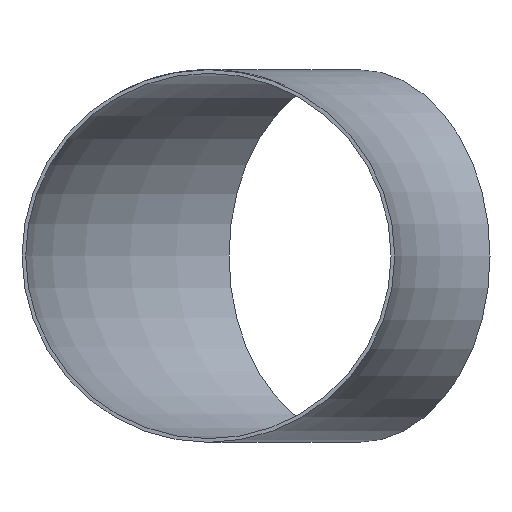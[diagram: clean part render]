
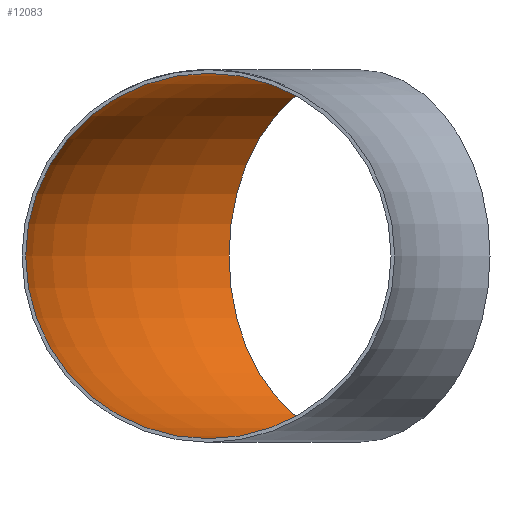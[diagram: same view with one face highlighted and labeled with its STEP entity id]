
A CAD part, front view. The second image highlights one B-rep face of the part: STEP entity #12083.
In plain terms, the highlighted toroidal (fillet/blend) face has major radius 350 mm and minor radius 125 mm.
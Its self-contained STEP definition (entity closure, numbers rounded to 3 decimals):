
#639 = VERTEX_POINT ( 'NONE', #14154 ) ;
#716 = AXIS2_PLACEMENT_3D ( 'NONE', #19329, #9850, #3552 ) ;
#797 = CARTESIAN_POINT ( 'NONE',  ( -247.487, 247.487, 0. ) ) ;
#2171 = FACE_OUTER_BOUND ( 'NONE', #18192, .T. ) ;
#3552 = DIRECTION ( 'NONE',  ( -1., 0., 0. ) ) ;
#3625 = EDGE_CURVE ( 'NONE', #23867, #23867, #8931, .T. ) ;
#5149 = EDGE_LOOP ( 'NONE', ( #12081 ) ) ;
#5214 = EDGE_CURVE ( 'NONE', #639, #639, #9597, .T. ) ;
#5311 = AXIS2_PLACEMENT_3D ( 'NONE', #22194, #18021, #24074 ) ;
#6842 = DIRECTION ( 'NONE',  ( -0.707, 0.707, 0. ) ) ;
#8931 = CIRCLE ( 'NONE', #5311, 125. ) ;
#9597 = CIRCLE ( 'NONE', #21705, 125. ) ;
#9850 = DIRECTION ( 'NONE',  ( 0., 0., -1. ) ) ;
#10238 = CARTESIAN_POINT ( 'NONE',  ( -350., 0., 125. ) ) ;
#10258 = DIRECTION ( 'NONE',  ( 0.707, 0.707, 0. ) ) ;
#11599 = TOROIDAL_SURFACE ( 'NONE', #716, 350., 125. ) ;
#11624 = FACE_OUTER_BOUND ( 'NONE', #5149, .T. ) ;
#12081 = ORIENTED_EDGE ( 'NONE', *, *, #5214, .T. ) ;
#12083 = ADVANCED_FACE ( 'NONE', ( #11624, #2171 ), #11599, .F. ) ;
#14154 = CARTESIAN_POINT ( 'NONE',  ( -335.876, 335.876, 0. ) ) ;
#14515 = ORIENTED_EDGE ( 'NONE', *, *, #3625, .F. ) ;
#18021 = DIRECTION ( 'NONE',  ( 0., 1., 0. ) ) ;
#18192 = EDGE_LOOP ( 'NONE', ( #14515 ) ) ;
#19329 = CARTESIAN_POINT ( 'NONE',  ( 0., 0., 0. ) ) ;
#21705 = AXIS2_PLACEMENT_3D ( 'NONE', #797, #10258, #6842 ) ;
#22194 = CARTESIAN_POINT ( 'NONE',  ( -350., 0., 0. ) ) ;
#23867 = VERTEX_POINT ( 'NONE', #10238 ) ;
#24074 = DIRECTION ( 'NONE',  ( 0., 0., 1. ) ) ;
